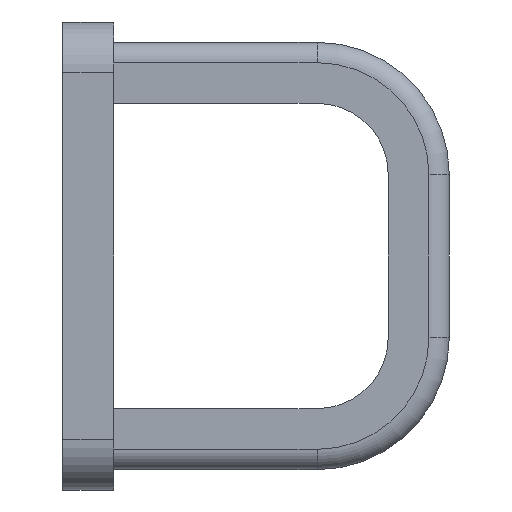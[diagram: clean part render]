
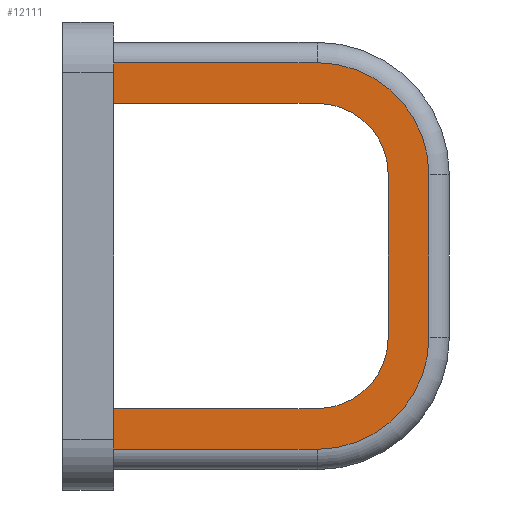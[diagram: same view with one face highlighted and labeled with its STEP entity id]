
A CAD part, left-side view. The second image highlights one B-rep face of the part: STEP entity #12111.
In plain terms, the highlighted planar face has unit normal (-1, 0, 0).
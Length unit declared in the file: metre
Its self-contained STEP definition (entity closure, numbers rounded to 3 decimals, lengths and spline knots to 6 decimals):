
#227=CIRCLE('',#12663,0.007);
#230=CIRCLE('',#12670,0.007);
#233=CIRCLE('',#12676,0.011);
#234=CIRCLE('',#12677,0.011);
#968=LINE('',#19731,#2041);
#1011=LINE('',#19821,#2084);
#1148=LINE('',#20420,#2221);
#1155=LINE('',#20440,#2228);
#1162=LINE('',#20460,#2235);
#1163=LINE('',#20462,#2236);
#1164=LINE('',#20466,#2237);
#1165=LINE('',#20470,#2238);
#2041=VECTOR('',#13950,1.);
#2084=VECTOR('',#13997,1.);
#2221=VECTOR('',#14396,1.);
#2228=VECTOR('',#14417,1.);
#2235=VECTOR('',#14438,1.);
#2236=VECTOR('',#14441,1.);
#2237=VECTOR('',#14444,1.);
#2238=VECTOR('',#14447,1.);
#5272=ORIENTED_EDGE('',*,*,#7470,.F.);
#5273=ORIENTED_EDGE('',*,*,#7787,.T.);
#5274=ORIENTED_EDGE('',*,*,#7788,.T.);
#5275=ORIENTED_EDGE('',*,*,#7789,.T.);
#5276=ORIENTED_EDGE('',*,*,#7790,.T.);
#5277=ORIENTED_EDGE('',*,*,#7791,.T.);
#5278=ORIENTED_EDGE('',*,*,#7515,.T.);
#5279=ORIENTED_EDGE('',*,*,#7786,.T.);
#5280=ORIENTED_EDGE('',*,*,#7781,.T.);
#5281=ORIENTED_EDGE('',*,*,#7776,.T.);
#5282=ORIENTED_EDGE('',*,*,#7771,.T.);
#5283=ORIENTED_EDGE('',*,*,#7766,.T.);
#7470=EDGE_CURVE('',#8953,#8954,#968,.F.);
#7515=EDGE_CURVE('',#8999,#8998,#1011,.F.);
#7766=EDGE_CURVE('',#9185,#8954,#1148,.T.);
#7771=EDGE_CURVE('',#9188,#9185,#227,.T.);
#7776=EDGE_CURVE('',#9191,#9188,#1155,.T.);
#7781=EDGE_CURVE('',#9194,#9191,#230,.T.);
#7786=EDGE_CURVE('',#8998,#9194,#1162,.T.);
#7787=EDGE_CURVE('',#8953,#9197,#1163,.F.);
#7788=EDGE_CURVE('',#9197,#9198,#233,.T.);
#7789=EDGE_CURVE('',#9198,#9199,#1164,.F.);
#7790=EDGE_CURVE('',#9199,#9200,#234,.T.);
#7791=EDGE_CURVE('',#9200,#8999,#1165,.F.);
#8953=VERTEX_POINT('',#19730);
#8954=VERTEX_POINT('',#19732);
#8998=VERTEX_POINT('',#19820);
#8999=VERTEX_POINT('',#19822);
#9185=VERTEX_POINT('',#20421);
#9188=VERTEX_POINT('',#20431);
#9191=VERTEX_POINT('',#20441);
#9194=VERTEX_POINT('',#20451);
#9197=VERTEX_POINT('',#20463);
#9198=VERTEX_POINT('',#20465);
#9199=VERTEX_POINT('',#20467);
#9200=VERTEX_POINT('',#20469);
#10457=EDGE_LOOP('',(#5272,#5273,#5274,#5275,#5276,#5277,#5278,#5279,#5280,
#5281,#5282,#5283));
#11176=FACE_BOUND('',#10457,.T.);
#11592=PLANE('',#12675);
#12111=ADVANCED_FACE('',(#11176),#11592,.T.);
#12663=AXIS2_PLACEMENT_3D('',#20430,#14405,#14406);
#12670=AXIS2_PLACEMENT_3D('',#20450,#14426,#14427);
#12675=AXIS2_PLACEMENT_3D('',#20461,#14439,#14440);
#12676=AXIS2_PLACEMENT_3D('',#20464,#14442,#14443);
#12677=AXIS2_PLACEMENT_3D('',#20468,#14445,#14446);
#13950=DIRECTION('',(0.,0.,-1.));
#13997=DIRECTION('',(0.,0.,1.));
#14396=DIRECTION('',(0.,1.,0.));
#14405=DIRECTION('',(1.,0.,0.));
#14406=DIRECTION('',(0.,-1.,0.));
#14417=DIRECTION('',(0.,0.,-1.));
#14426=DIRECTION('',(1.,0.,0.));
#14427=DIRECTION('',(0.,0.,1.));
#14438=DIRECTION('',(0.,-1.,0.));
#14439=DIRECTION('',(-1.,0.,0.));
#14440=DIRECTION('',(0.,0.,1.));
#14441=DIRECTION('',(0.,1.,0.));
#14442=DIRECTION('',(-1.,0.,0.));
#14443=DIRECTION('',(0.,0.,1.));
#14444=DIRECTION('',(0.,0.,-1.));
#14445=DIRECTION('',(-1.,0.,0.));
#14446=DIRECTION('',(0.,0.,1.));
#14447=DIRECTION('',(0.,-1.,0.));
#19730=CARTESIAN_POINT('',(0.0125,0.,-0.042));
#19731=CARTESIAN_POINT('',(0.0125,0.,-0.041));
#19732=CARTESIAN_POINT('',(0.0125,0.,-0.038));
#19820=CARTESIAN_POINT('',(0.0125,0.,-0.008));
#19821=CARTESIAN_POINT('',(0.0125,0.,-0.005));
#19822=CARTESIAN_POINT('',(0.0125,0.,-0.004));
#20420=CARTESIAN_POINT('',(0.0125,-0.02,-0.038));
#20421=CARTESIAN_POINT('',(0.0125,-0.02,-0.038));
#20430=CARTESIAN_POINT('',(0.0125,-0.02,-0.031));
#20431=CARTESIAN_POINT('',(0.0125,-0.027,-0.031));
#20440=CARTESIAN_POINT('',(0.0125,-0.027,-0.015));
#20441=CARTESIAN_POINT('',(0.0125,-0.027,-0.015));
#20450=CARTESIAN_POINT('',(0.0125,-0.02,-0.015));
#20451=CARTESIAN_POINT('',(0.0125,-0.02,-0.008));
#20460=CARTESIAN_POINT('',(0.0125,0.,-0.008));
#20461=CARTESIAN_POINT('',(0.0125,0.,-0.005));
#20462=CARTESIAN_POINT('',(0.0125,0.,-0.042));
#20463=CARTESIAN_POINT('',(0.0125,-0.02,-0.042));
#20464=CARTESIAN_POINT('',(0.0125,-0.02,-0.031));
#20465=CARTESIAN_POINT('',(0.0125,-0.031,-0.031));
#20466=CARTESIAN_POINT('',(0.0125,-0.031,-0.005));
#20467=CARTESIAN_POINT('',(0.0125,-0.031,-0.015));
#20468=CARTESIAN_POINT('',(0.0125,-0.02,-0.015));
#20469=CARTESIAN_POINT('',(0.0125,-0.02,-0.004));
#20470=CARTESIAN_POINT('',(0.0125,0.,-0.004));
